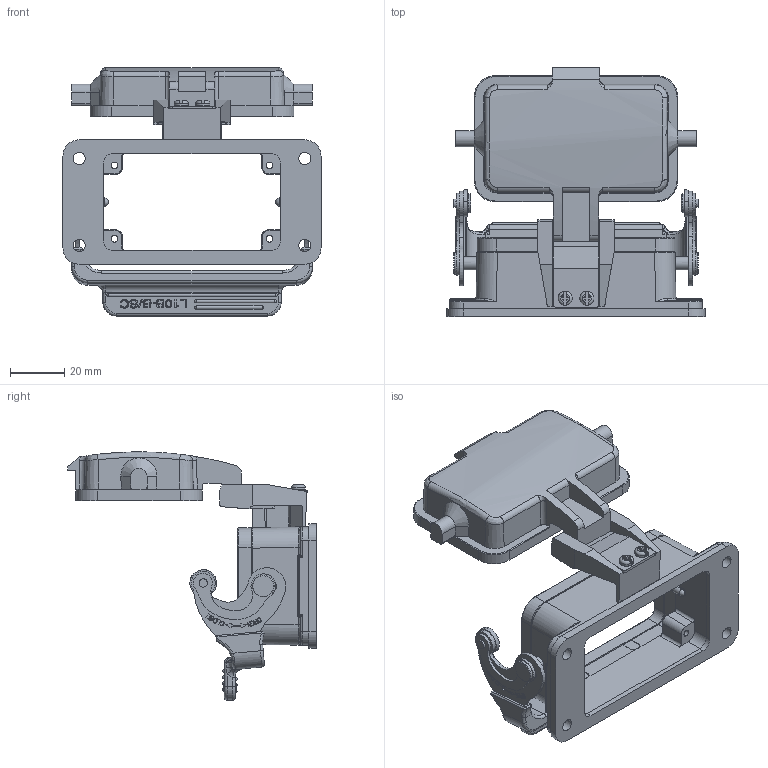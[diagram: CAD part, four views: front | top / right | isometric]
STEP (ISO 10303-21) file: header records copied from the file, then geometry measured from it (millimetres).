
FILE_DESCRIPTION((''),'2;1');
FILE_NAME('ASM0007_ASM_ASM','2020-07-09T',('lian.chen'),(''),'PRO/ENGINEER BY PARAMETRIC TECHNOLOGY CORPORATION, 2012480','PRO/ENGINEER BY PARAMETRIC TECHNOLOGY CORPORATION, 2012480','');
FILE_SCHEMA(('AUTOMOTIVE_DESIGN { 1 0 10303 214 1 1 1 1 }'));
Products named in the file (2): MSBR-2; ASM0007_ASM_ASM
Assembly tree (1 placements, depth 2):
  ASM0007_ASM_ASM
    MSBR-2
Bounding box: 95 x 91.62 x 91.34 mm (x, y, z)
Volume: 64453.6 mm3; surface area: 47775.9 mm2
Topology: 1 solids, 15 shells, 1523 faces, 4129 edges, 2692 vertices
Faces by surface type: plane 636, cylinder 365, extrusion 296, bspline 80, torus 72, cone 50, sphere 24
Entity records: 57917 total; most frequent: CARTESIAN_POINT 17697, ORIENTED_EDGE 8202, DIRECTION 6653, EDGE_CURVE 4101, VERTEX_POINT 2692, VECTOR 2465, LINE 2169, AXIS2_PLACEMENT_3D 2094
